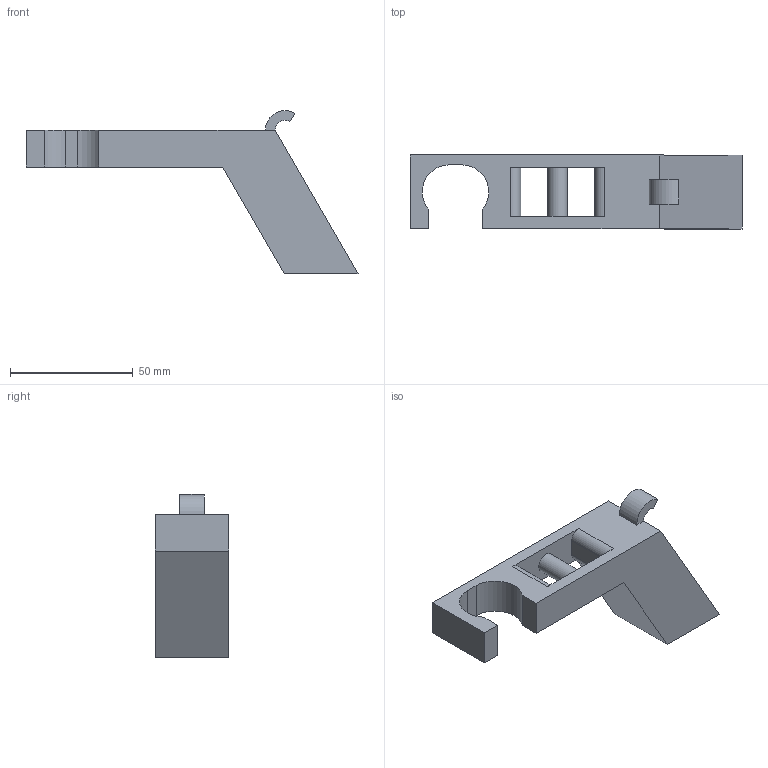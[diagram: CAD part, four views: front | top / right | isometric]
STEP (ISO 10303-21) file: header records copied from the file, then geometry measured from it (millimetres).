
FILE_DESCRIPTION(('FreeCAD Model'),'2;1');
FILE_NAME('Open CASCADE Shape Model','2023-01-07T15:48:16',(''),(''), 'Open CASCADE STEP processor 7.6','FreeCAD','Unknown');
FILE_SCHEMA(('AUTOMOTIVE_DESIGN { 1 0 10303 214 1 1 1 1 }'));
Length unit declared in the file: millimetre
Products named in the file (1): Body
Bounding box: 135 x 30 x 66.3 mm (x, y, z)
Volume: 69772 mm3; surface area: 16555.1 mm2
Topology: 1 solids, 1 shells, 28 faces, 84 edges, 58 vertices
Faces by surface type: plane 19, cylinder 9
Full cylindrical faces by diameter (mm): 8 x1
Entity records: 2106 total; most frequent: CARTESIAN_POINT 399, DIRECTION 318, LINE 216, VECTOR 216, ORIENTED_EDGE 168, PCURVE 168, DEFINITIONAL_REPRESENTATION 168, EDGE_CURVE 84
